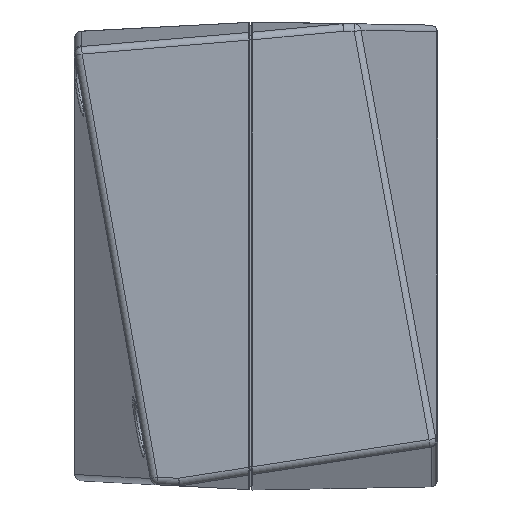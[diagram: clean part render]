
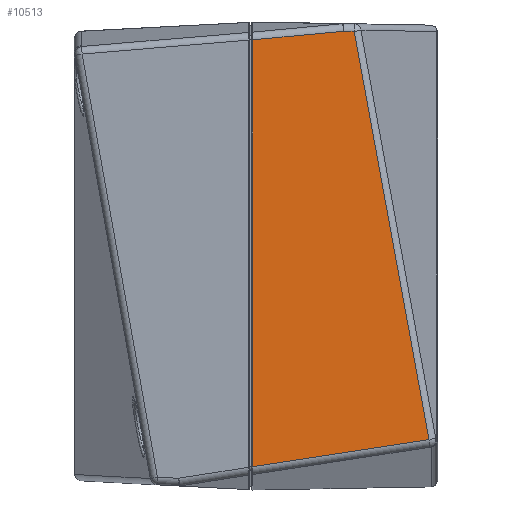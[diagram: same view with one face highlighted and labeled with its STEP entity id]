
A CAD part, left-side view. The second image highlights one B-rep face of the part: STEP entity #10513.
In plain terms, the highlighted planar face has unit normal (-1, -0.018, 0).
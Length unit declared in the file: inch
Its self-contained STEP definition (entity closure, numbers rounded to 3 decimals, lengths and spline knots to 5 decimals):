
#54 = LINE ( 'NONE', #84916, #20426 ) ;
#1686 = DIRECTION ( 'NONE',  ( -1., -0.017, 0. ) ) ;
#3915 = FACE_OUTER_BOUND ( 'NONE', #19766, .T. ) ;
#5579 = EDGE_CURVE ( 'NONE', #36472, #64573, #96875, .T. ) ;
#6049 = CARTESIAN_POINT ( 'NONE',  ( -2.68436, -0.01646, 1.02687 ) ) ;
#6154 = DIRECTION ( 'NONE',  ( -0.017, 0.995, -0.093 ) ) ;
#7305 = VECTOR ( 'NONE', #61305, 39.37008 ) ;
#8587 = CARTESIAN_POINT ( 'NONE',  ( -2.67771, -0.39756, 1.02022 ) ) ;
#9426 = DIRECTION ( 'NONE',  ( 0., 0., -1. ) ) ;
#10417 = VECTOR ( 'NONE', #6154, 39.37008 ) ;
#10513 = ADVANCED_FACE ( 'NONE', ( #3915 ), #38433, .T. ) ;
#10586 = EDGE_CURVE ( 'NONE', #54725, #23627, #109620, .T. ) ;
#19766 = EDGE_LOOP ( 'NONE', ( #77432, #33951, #47944, #105981, #68780 ) ) ;
#20426 = VECTOR ( 'NONE', #23882, 39.37008 ) ;
#23549 = VECTOR ( 'NONE', #9426, 39.37008 ) ;
#23627 = VERTEX_POINT ( 'NONE', #102826 ) ;
#23853 = CARTESIAN_POINT ( 'NONE',  ( -2.67094, -0.78545, -0.83367 ) ) ;
#23882 = DIRECTION ( 'NONE',  ( -0.003, 0.18, 0.984 ) ) ;
#28129 = EDGE_CURVE ( 'NONE', #64573, #50176, #54, .T. ) ;
#32072 = LINE ( 'NONE', #6049, #77672 ) ;
#33951 = ORIENTED_EDGE ( 'NONE', *, *, #46144, .T. ) ;
#34876 = LINE ( 'NONE', #52976, #23549 ) ;
#36205 = CARTESIAN_POINT ( 'NONE',  ( -2.685, 0.02, -1.0625 ) ) ;
#36472 = VERTEX_POINT ( 'NONE', #103338 ) ;
#38433 = PLANE ( 'NONE',  #53791 ) ;
#43777 = CARTESIAN_POINT ( 'NONE',  ( -2.68528, 0.03577, -0.9599 ) ) ;
#46144 = EDGE_CURVE ( 'NONE', #23627, #36472, #34876, .T. ) ;
#47944 = ORIENTED_EDGE ( 'NONE', *, *, #5579, .T. ) ;
#49716 = CARTESIAN_POINT ( 'NONE',  ( -2.68495, 0.01715, 0.98138 ) ) ;
#50176 = VERTEX_POINT ( 'NONE', #97221 ) ;
#52976 = CARTESIAN_POINT ( 'NONE',  ( -2.68491, 0.01491, -0.95747 ) ) ;
#53791 = AXIS2_PLACEMENT_3D ( 'NONE', #36205, #1686, #70698 ) ;
#54725 = VERTEX_POINT ( 'NONE', #8587 ) ;
#61305 = DIRECTION ( 'NONE',  ( 0.017, -0.988, 0.152 ) ) ;
#64573 = VERTEX_POINT ( 'NONE', #23853 ) ;
#68780 = ORIENTED_EDGE ( 'NONE', *, *, #91403, .T. ) ;
#70698 = DIRECTION ( 'NONE',  ( 0.017, -1., 0. ) ) ;
#77432 = ORIENTED_EDGE ( 'NONE', *, *, #10586, .T. ) ;
#77672 = VECTOR ( 'NONE', #93115, 39.37008 ) ;
#84916 = CARTESIAN_POINT ( 'NONE',  ( -2.67069, -0.79984, -0.91217 ) ) ;
#91403 = EDGE_CURVE ( 'NONE', #50176, #54725, #32072, .T. ) ;
#93115 = DIRECTION ( 'NONE',  ( -0.017, 1., 0.017 ) ) ;
#96875 = LINE ( 'NONE', #43777, #7305 ) ;
#97221 = CARTESIAN_POINT ( 'NONE',  ( -2.67687, -0.44577, 1.01938 ) ) ;
#102826 = CARTESIAN_POINT ( 'NONE',  ( -2.68491, 0.01491, 0.98159 ) ) ;
#103338 = CARTESIAN_POINT ( 'NONE',  ( -2.68491, 0.01491, -0.95669 ) ) ;
#105981 = ORIENTED_EDGE ( 'NONE', *, *, #28129, .T. ) ;
#109620 = LINE ( 'NONE', #49716, #10417 ) ;
